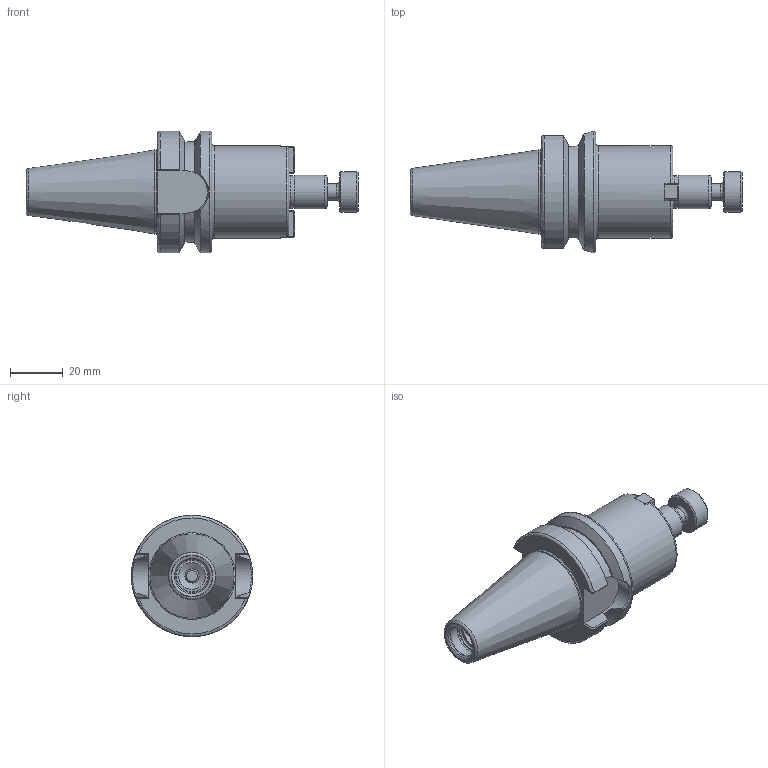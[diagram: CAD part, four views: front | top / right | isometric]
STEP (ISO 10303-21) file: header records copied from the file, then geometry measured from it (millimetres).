
FILE_DESCRIPTION(/* description */ (''),/* implementation_level */ '2;1');
FILE_NAME(/* name */ 'DBT30-SM050-0200.stp',/* time_stamp */ '2019-07-23T08:35:32-05:00',/* author */ ('ldfli'),/* organization */ (''),/* preprocessor_version */ 'ST-DEVELOPER v18',/* originating_system */ 'Autodesk Inventor LT',/* authorisation */ '');
FILE_SCHEMA (('AUTOMOTIVE_DESIGN { 1 0 10303 214 3 1 1 }'));
Length unit declared in the file: millimetre
Products named in the file (1): DBT30-SM050-0200
Bounding box: 125.8 x 46 x 46 mm (x, y, z)
Volume: 78465.4 mm3; surface area: 19147.9 mm2
Topology: 4 solids, 4 shells, 195 faces, 497 edges, 325 vertices
Faces by surface type: plane 121, cylinder 32, cone 17, torus 15, bspline 10
Full cylindrical faces by diameter (mm): 2.459 x2, 3 x2, 3.3 x2, 5.359 x1, 5.5 x2, 5.8 x2, 6.35 x1, 9 x1, 10.106 x1, 12.2 x1, 12.5 x1, 12.7 x1, 13.1 x1, 15.5 x1, 31.867 x1, 35 x1, 46 x1
Entity records: 6459 total; most frequent: CARTESIAN_POINT 1657, DIRECTION 999, ORIENTED_EDGE 990, EDGE_CURVE 495, AXIS2_PLACEMENT_3D 365, VERTEX_POINT 325, LINE 269, VECTOR 269
